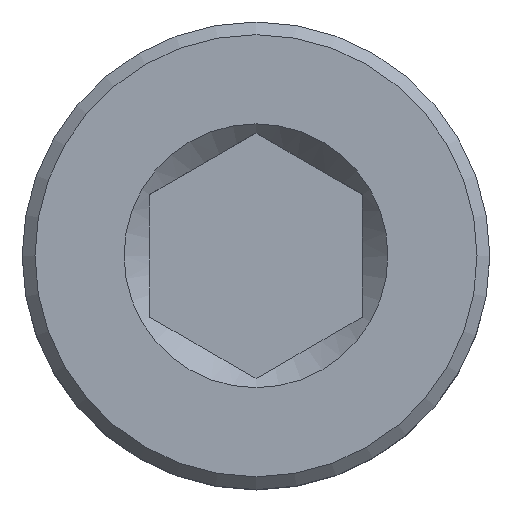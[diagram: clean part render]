
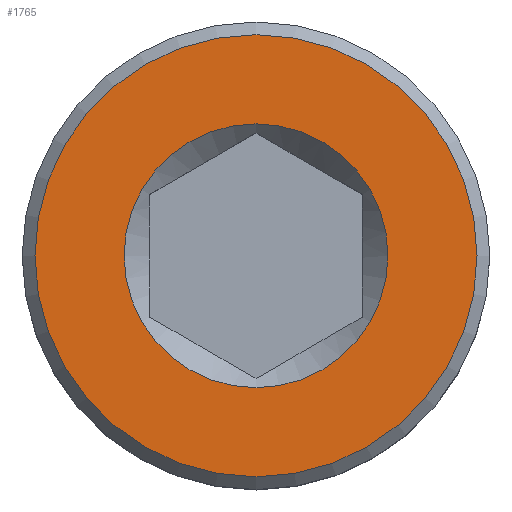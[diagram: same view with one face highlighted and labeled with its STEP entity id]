
A CAD part, top view. The second image highlights one B-rep face of the part: STEP entity #1765.
In plain terms, the highlighted planar face has unit normal (0, 0, 1).
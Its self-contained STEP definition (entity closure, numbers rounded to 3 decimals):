
#17=FACE_BOUND('',#305,.T.);
#26=PLANE('',#1899);
#207=FACE_OUTER_BOUND('',#304,.T.);
#304=EDGE_LOOP('',(#1438));
#305=EDGE_LOOP('',(#1439));
#333=CIRCLE('',#1889,2.6);
#334=CIRCLE('',#1891,1.552);
#765=VERTEX_POINT('',#6170);
#771=VERTEX_POINT('',#6191);
#1029=EDGE_CURVE('',#765,#765,#333,.T.);
#1035=EDGE_CURVE('',#771,#771,#334,.T.);
#1438=ORIENTED_EDGE('',*,*,#1029,.F.);
#1439=ORIENTED_EDGE('',*,*,#1035,.F.);
#1765=ADVANCED_FACE('',(#207,#17),#26,.T.);
#1889=AXIS2_PLACEMENT_3D('',#6172,#2193,#2194);
#1891=AXIS2_PLACEMENT_3D('',#6193,#2198,#2199);
#1899=AXIS2_PLACEMENT_3D('',#6230,#2226,#2227);
#2193=DIRECTION('center_axis',(0.,0.,-1.));
#2194=DIRECTION('ref_axis',(0.,1.,0.));
#2198=DIRECTION('center_axis',(0.,0.,1.));
#2199=DIRECTION('ref_axis',(1.,0.,0.));
#2226=DIRECTION('center_axis',(0.,0.,1.));
#2227=DIRECTION('ref_axis',(0.,-1.,0.));
#6170=CARTESIAN_POINT('',(0.,-2.6,24.));
#6172=CARTESIAN_POINT('Origin',(0.,0.,24.));
#6191=CARTESIAN_POINT('',(-1.552,0.,24.));
#6193=CARTESIAN_POINT('Origin',(0.,0.,24.));
#6230=CARTESIAN_POINT('Origin',(0.,0.,24.));
